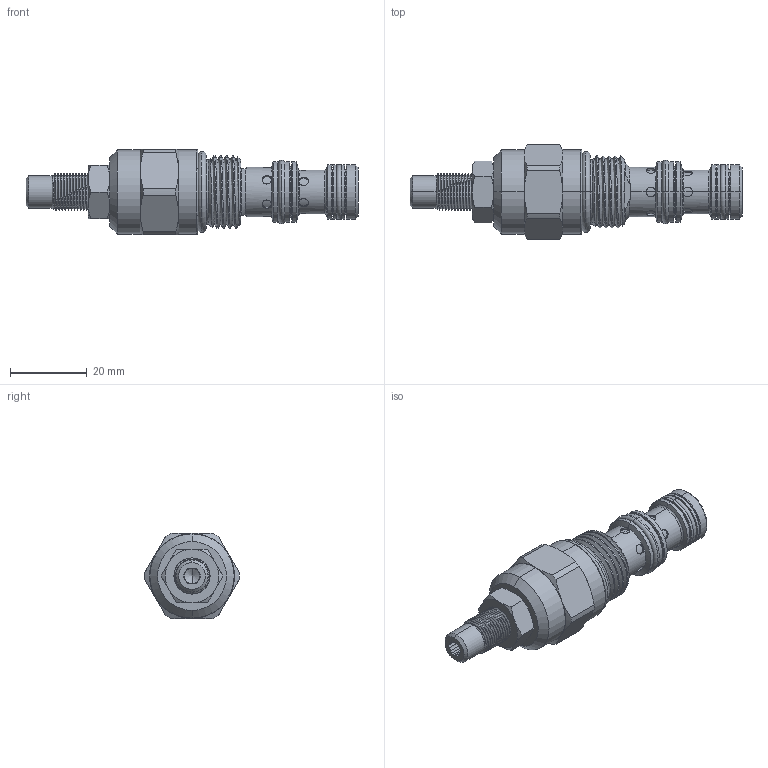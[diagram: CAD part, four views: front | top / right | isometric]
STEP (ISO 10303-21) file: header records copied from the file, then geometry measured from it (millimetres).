
FILE_DESCRIPTION (( 'STEP AP214' ), '1' );
FILE_NAME ('CO08W30(3A)-L.STEP', '2016-04-15T03:30:27', ( '' ), ( '' ), 'SwSTEP 2.0', 'SolidWorks 2012', '' );
FILE_SCHEMA (( 'AUTOMOTIVE_DESIGN' ));
Length unit declared in the file: millimetre
Products named in the file (1): CO08W30(3A)-L
Bounding box: 86.73 x 24.79 x 22.22 mm (x, y, z)
Volume: 17990.2 mm3; surface area: 7315.2 mm2
Topology: 4 solids, 5 shells, 277 faces, 657 edges, 403 vertices
Faces by surface type: cylinder 123, plane 58, cone 50, torus 43, bspline 3
Entity records: 16512 total; most frequent: CARTESIAN_POINT 10331, ORIENTED_EDGE 1308, DIRECTION 1269, EDGE_CURVE 654, AXIS2_PLACEMENT_3D 536, VERTEX_POINT 402, EDGE_LOOP 298, ADVANCED_FACE 277
